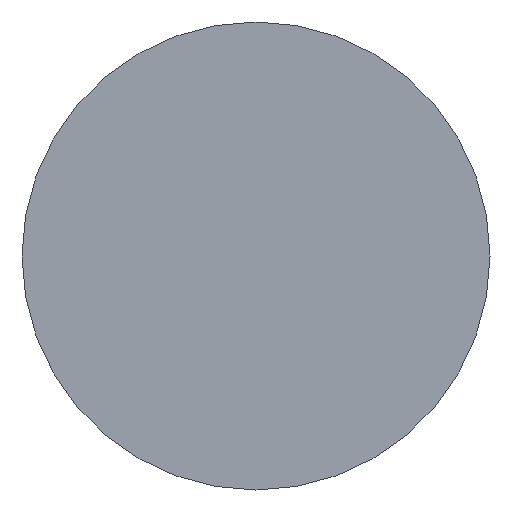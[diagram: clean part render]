
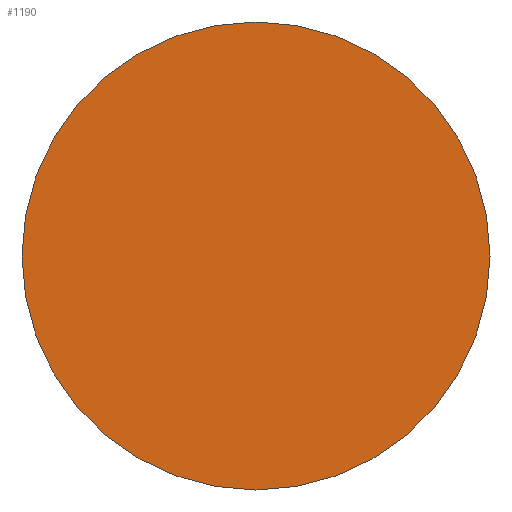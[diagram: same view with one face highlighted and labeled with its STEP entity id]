
A CAD part, left-side view. The second image highlights one B-rep face of the part: STEP entity #1190.
In plain terms, the highlighted planar face has unit normal (-1, 0, 0).
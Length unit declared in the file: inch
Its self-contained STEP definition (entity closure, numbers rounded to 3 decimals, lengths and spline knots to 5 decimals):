
#62 = CARTESIAN_POINT ( 'NONE',  ( 0., 0., -2.125 ) ) ;
#65 = AXIS2_PLACEMENT_3D ( 'NONE', #238, #374, #3240 ) ;
#81 = DIRECTION ( 'NONE',  ( 0., 0., 1. ) ) ;
#229 = ORIENTED_EDGE ( 'NONE', *, *, #298, .T. ) ;
#238 = CARTESIAN_POINT ( 'NONE',  ( 0., 0., 0. ) ) ;
#298 = EDGE_CURVE ( 'NONE', #335, #1612, #3047, .T. ) ;
#335 = VERTEX_POINT ( 'NONE', #3415 ) ;
#374 = DIRECTION ( 'NONE',  ( -1., 0., 0. ) ) ;
#673 = DIRECTION ( 'NONE',  ( -1., 0., 0. ) ) ;
#681 = AXIS2_PLACEMENT_3D ( 'NONE', #2440, #673, #81 ) ;
#1147 = PLANE ( 'NONE',  #1284 ) ;
#1190 = ADVANCED_FACE ( 'NONE', ( #3508 ), #1147, .F. ) ;
#1284 = AXIS2_PLACEMENT_3D ( 'NONE', #1734, #2948, #2082 ) ;
#1612 = VERTEX_POINT ( 'NONE', #62 ) ;
#1734 = CARTESIAN_POINT ( 'NONE',  ( 0., 2.125, 0. ) ) ;
#1965 = EDGE_CURVE ( 'NONE', #1612, #335, #2203, .T. ) ;
#2082 = DIRECTION ( 'NONE',  ( 0., 0., -1. ) ) ;
#2203 = CIRCLE ( 'NONE', #681, 2.125 ) ;
#2440 = CARTESIAN_POINT ( 'NONE',  ( 0., 0., 0. ) ) ;
#2486 = EDGE_LOOP ( 'NONE', ( #229, #3422 ) ) ;
#2948 = DIRECTION ( 'NONE',  ( 1., 0., 0. ) ) ;
#3047 = CIRCLE ( 'NONE', #65, 2.125 ) ;
#3240 = DIRECTION ( 'NONE',  ( 0., 0., 1. ) ) ;
#3415 = CARTESIAN_POINT ( 'NONE',  ( 0., 0., 2.125 ) ) ;
#3422 = ORIENTED_EDGE ( 'NONE', *, *, #1965, .T. ) ;
#3508 = FACE_OUTER_BOUND ( 'NONE', #2486, .T. ) ;
